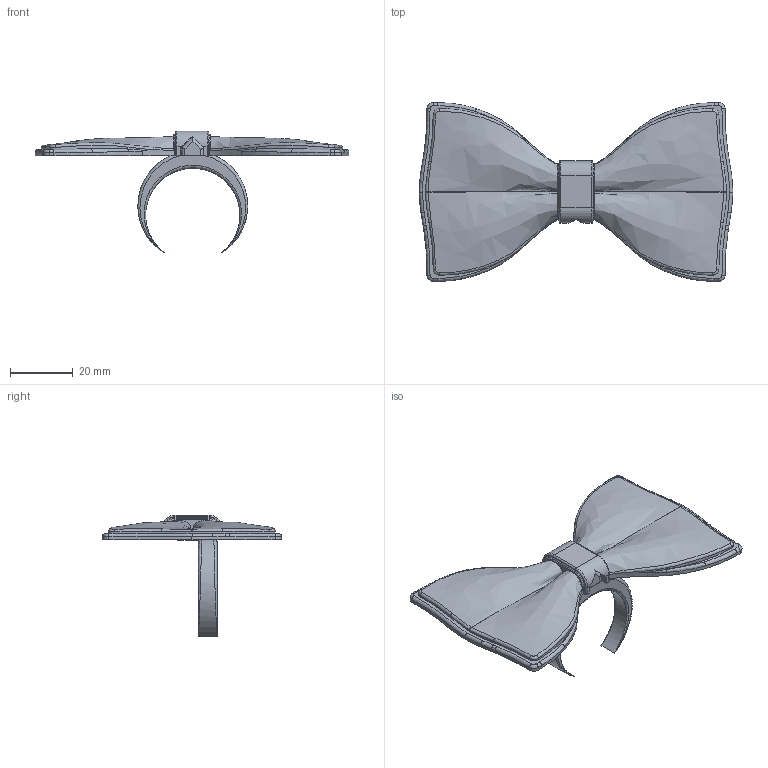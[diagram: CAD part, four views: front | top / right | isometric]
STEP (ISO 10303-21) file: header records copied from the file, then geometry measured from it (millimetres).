
FILE_DESCRIPTION (( 'STEP AP203' ), '1' );
FILE_NAME ('A07_Neck_Decoration_Default.STEP', '2020-06-02T15:04:00', ( '' ), ( '' ), 'SwSTEP 2.0', 'SolidWorks 2018', '' );
FILE_SCHEMA (( 'CONFIG_CONTROL_DESIGN' ));
Length unit declared in the file: millimetre
Products named in the file (3): P36_Bow_Tie; P35_Neck_Clip; A07_Neck_Decoration_Default
Assembly tree (2 placements, depth 2):
  A07_Neck_Decoration_Default
    P35_Neck_Clip
    P36_Bow_Tie
Bounding box: 100 x 57 x 38.88 mm (x, y, z)
Volume: 18842.8 mm3; surface area: 19274 mm2
Topology: 4 solids, 4 shells, 270 faces, 724 edges, 442 vertices
Faces by surface type: bspline 128, plane 79, cylinder 51, torus 12
Entity records: 17161 total; most frequent: CARTESIAN_POINT 11292, ORIENTED_EDGE 1412, DIRECTION 813, EDGE_CURVE 706, VERTEX_POINT 442, B_SPLINE_CURVE_WITH_KNOTS 334, AXIS2_PLACEMENT_3D 299, FACE_OUTER_BOUND 270
